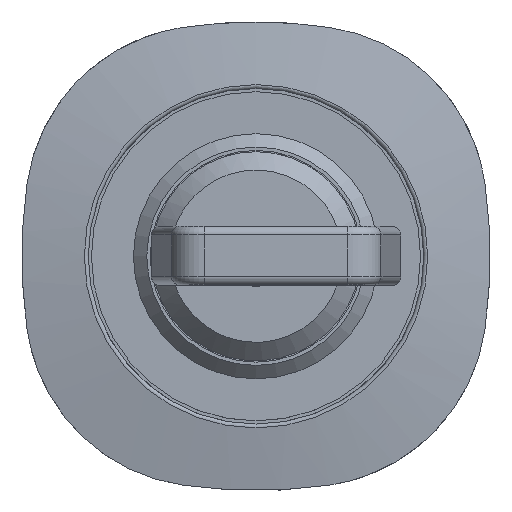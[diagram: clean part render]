
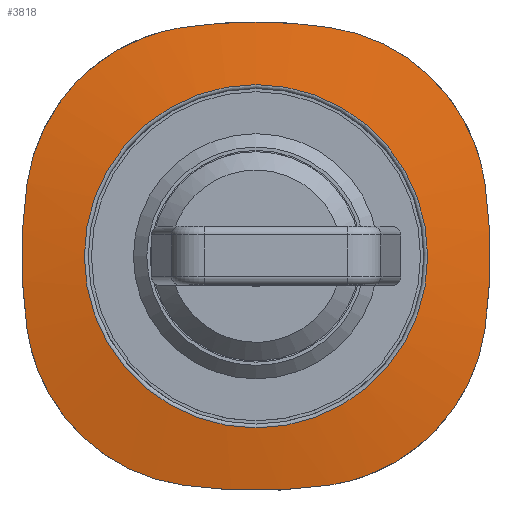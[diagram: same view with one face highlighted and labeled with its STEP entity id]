
A CAD part, top view. The second image highlights one B-rep face of the part: STEP entity #3818.
In plain terms, the highlighted conical face has half-angle 80 degrees and reference radius 12.595 mm.
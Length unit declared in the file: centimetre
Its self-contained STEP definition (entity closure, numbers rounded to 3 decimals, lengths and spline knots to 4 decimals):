
#71=B_SPLINE_CURVE_WITH_KNOTS($,3,(#7591,#7592,#7593,#7594,#7595,#7596),
 .UNSPECIFIED.,.F.,.F.,(4,2,4),(14.8161,15.2541,15.6921),
 .UNSPECIFIED.);
#72=B_SPLINE_CURVE_WITH_KNOTS($,3,(#7604,#7605,#7606,#7607,#7608,#7609,
#7610,#7611,#7612,#7613,#7614,#7615,#7616,#7617),.UNSPECIFIED.,.F.,.F.,
(4,2,2,2,2,2,4),(3.2004,3.3245,3.6045,3.8846,
4.1646,4.4446,4.5688),.UNSPECIFIED.);
#73=B_SPLINE_CURVE_WITH_KNOTS($,3,(#7623,#7624,#7625,#7626,#7627,#7628),
 .UNSPECIFIED.,.F.,.F.,(4,2,4),(8.6666,9.1046,9.5426),
 .UNSPECIFIED.);
#74=B_SPLINE_CURVE_WITH_KNOTS($,3,(#7634,#7635,#7636,#7637,#7638,#7639,
#7640,#7641,#7642,#7643,#7644,#7645,#7646,#7647),.UNSPECIFIED.,.F.,.F.,
(4,2,2,2,2,2,4),(2.0983,2.2225,2.5025,2.7825,
3.0625,3.3426,3.4667),.UNSPECIFIED.);
#79=B_SPLINE_CURVE_WITH_KNOTS($,3,(#7848,#7849,#7850,#7851,#7852,#7853),
 .UNSPECIFIED.,.F.,.F.,(4,2,4),(2.5171,2.9551,3.3931),
 .UNSPECIFIED.);
#80=B_SPLINE_CURVE_WITH_KNOTS($,3,(#7859,#7860,#7861,#7862,#7863,#7864,
#7865,#7866,#7867,#7868,#7869,#7870,#7871,#7872),.UNSPECIFIED.,.F.,.F.,
(4,2,2,2,2,2,4),(0.4359,0.56,0.8401,1.1201,
1.4001,1.6801,1.8043),.UNSPECIFIED.);
#81=B_SPLINE_CURVE_WITH_KNOTS($,3,(#7878,#7879,#7880,#7881,#7882,#7883,
#7884),.UNSPECIFIED.,.F.,.F.,(4,3,4),(-0.438,0.,0.438),
 .UNSPECIFIED.);
#82=B_SPLINE_CURVE_WITH_KNOTS($,3,(#7889,#7890,#7891,#7892,#7893,#7894,
#7895,#7896,#7897,#7898,#7899,#7900,#7901,#7902),.UNSPECIFIED.,.F.,.F.,
(4,2,2,2,2,2,4),(4.8628,4.987,5.267,5.547,
5.827,6.107,6.2312),.UNSPECIFIED.);
#110=CONICAL_SURFACE($,#4139,1.2595,80.);
#765=FACE_BOUND($,#1147,.T.);
#896=FACE_OUTER_BOUND($,#1146,.T.);
#1146=EDGE_LOOP($,(#2904,#2905,#2906,#2907,#2908,#2909,#2910,#2911));
#1147=EDGE_LOOP($,(#2912));
#1433=CIRCLE($,#4140,1.026);
#1696=VERTEX_POINT($,#7589);
#1697=VERTEX_POINT($,#7590);
#1700=VERTEX_POINT($,#7603);
#1702=VERTEX_POINT($,#7622);
#1704=VERTEX_POINT($,#7633);
#1736=VERTEX_POINT($,#7847);
#1738=VERTEX_POINT($,#7858);
#1740=VERTEX_POINT($,#7877);
#1743=VERTEX_POINT($,#7908);
#2092=EDGE_CURVE($,#1696,#1697,#71,.T.);
#2096=EDGE_CURVE($,#1700,#1696,#72,.T.);
#2099=EDGE_CURVE($,#1702,#1700,#73,.T.);
#2102=EDGE_CURVE($,#1704,#1702,#74,.T.);
#2165=EDGE_CURVE($,#1736,#1704,#79,.T.);
#2168=EDGE_CURVE($,#1738,#1736,#80,.T.);
#2171=EDGE_CURVE($,#1740,#1738,#81,.T.);
#2174=EDGE_CURVE($,#1697,#1740,#82,.T.);
#2177=EDGE_CURVE($,#1743,#1743,#1433,.T.);
#2904=ORIENTED_EDGE($,*,*,#2102,.F.);
#2905=ORIENTED_EDGE($,*,*,#2165,.F.);
#2906=ORIENTED_EDGE($,*,*,#2168,.F.);
#2907=ORIENTED_EDGE($,*,*,#2171,.F.);
#2908=ORIENTED_EDGE($,*,*,#2174,.F.);
#2909=ORIENTED_EDGE($,*,*,#2092,.F.);
#2910=ORIENTED_EDGE($,*,*,#2096,.F.);
#2911=ORIENTED_EDGE($,*,*,#2099,.F.);
#2912=ORIENTED_EDGE($,*,*,#2177,.F.);
#3818=ADVANCED_FACE($,(#896,#765),#110,.T.);
#4139=AXIS2_PLACEMENT_3D($,#7907,#4839,#4840);
#4140=AXIS2_PLACEMENT_3D($,#7909,#4841,#4842);
#4839=DIRECTION('center_axis',(0.,0.,
-1.));
#4840=DIRECTION('ref_axis',(0.,1.,0.));
#4841=DIRECTION('center_axis',(0.,0.,
1.));
#4842=DIRECTION('ref_axis',(0.,-1.,0.));
#7589=CARTESIAN_POINT('',(-1.3674,-0.4411,2.5573));
#7590=CARTESIAN_POINT('',(-1.3674,0.4411,2.5573));
#7591=CARTESIAN_POINT('Ctrl Pts',(-1.3674,-0.4411,
2.5573));
#7592=CARTESIAN_POINT('Ctrl Pts',(-1.3893,-0.2938,
2.5616));
#7593=CARTESIAN_POINT('Ctrl Pts',(-1.4,-0.146,
2.5637));
#7594=CARTESIAN_POINT('Ctrl Pts',(-1.4,0.146,2.5637));
#7595=CARTESIAN_POINT('Ctrl Pts',(-1.3893,0.2938,2.5616));
#7596=CARTESIAN_POINT('Ctrl Pts',(-1.3674,0.4411,2.5573));
#7603=CARTESIAN_POINT('',(-0.4411,-1.3674,2.5573));
#7604=CARTESIAN_POINT('Ctrl Pts',(-0.4411,-1.3674,
2.5573));
#7605=CARTESIAN_POINT('Ctrl Pts',(-0.4834,-1.3611,
2.556));
#7606=CARTESIAN_POINT('Ctrl Pts',(-0.5253,-1.3524,2.5549));
#7607=CARTESIAN_POINT('Ctrl Pts',(-0.6597,-1.316,
2.5516));
#7608=CARTESIAN_POINT('Ctrl Pts',(-0.7496,-1.2784,2.5498));
#7609=CARTESIAN_POINT('Ctrl Pts',(-0.9153,-1.182,2.5475));
#7610=CARTESIAN_POINT('Ctrl Pts',(-0.9912,-1.1232,
2.547));
#7611=CARTESIAN_POINT('Ctrl Pts',(-1.1232,-0.9912,2.547));
#7612=CARTESIAN_POINT('Ctrl Pts',(-1.182,-0.9153,
2.5475));
#7613=CARTESIAN_POINT('Ctrl Pts',(-1.2784,-0.7496,2.5498));
#7614=CARTESIAN_POINT('Ctrl Pts',(-1.316,-0.6597,
2.5516));
#7615=CARTESIAN_POINT('Ctrl Pts',(-1.3524,-0.5253,2.5549));
#7616=CARTESIAN_POINT('Ctrl Pts',(-1.3611,-0.4834,
2.556));
#7617=CARTESIAN_POINT('Ctrl Pts',(-1.3674,-0.4411,
2.5573));
#7622=CARTESIAN_POINT('',(0.4411,-1.3674,2.5573));
#7623=CARTESIAN_POINT('Ctrl Pts',(0.4411,-1.3674,2.5573));
#7624=CARTESIAN_POINT('Ctrl Pts',(0.2938,-1.3893,2.5616));
#7625=CARTESIAN_POINT('Ctrl Pts',(0.146,-1.4,2.5637));
#7626=CARTESIAN_POINT('Ctrl Pts',(-0.146,-1.4,
2.5637));
#7627=CARTESIAN_POINT('Ctrl Pts',(-0.2938,-1.3893,
2.5616));
#7628=CARTESIAN_POINT('Ctrl Pts',(-0.4411,-1.3674,
2.5573));
#7633=CARTESIAN_POINT('',(1.3674,-0.4411,2.5573));
#7634=CARTESIAN_POINT('Ctrl Pts',(1.3674,-0.4411,2.5573));
#7635=CARTESIAN_POINT('Ctrl Pts',(1.3611,-0.4834,2.556));
#7636=CARTESIAN_POINT('Ctrl Pts',(1.3524,-0.5253,2.5549));
#7637=CARTESIAN_POINT('Ctrl Pts',(1.316,-0.6597,2.5516));
#7638=CARTESIAN_POINT('Ctrl Pts',(1.2784,-0.7496,2.5498));
#7639=CARTESIAN_POINT('Ctrl Pts',(1.182,-0.9153,2.5475));
#7640=CARTESIAN_POINT('Ctrl Pts',(1.1232,-0.9912,2.547));
#7641=CARTESIAN_POINT('Ctrl Pts',(0.9912,-1.1232,2.547));
#7642=CARTESIAN_POINT('Ctrl Pts',(0.9153,-1.182,2.5475));
#7643=CARTESIAN_POINT('Ctrl Pts',(0.7496,-1.2784,2.5498));
#7644=CARTESIAN_POINT('Ctrl Pts',(0.6597,-1.316,2.5516));
#7645=CARTESIAN_POINT('Ctrl Pts',(0.5253,-1.3524,2.5549));
#7646=CARTESIAN_POINT('Ctrl Pts',(0.4834,-1.3611,2.556));
#7647=CARTESIAN_POINT('Ctrl Pts',(0.4411,-1.3674,2.5573));
#7847=CARTESIAN_POINT('',(1.3674,0.4411,2.5573));
#7848=CARTESIAN_POINT('Ctrl Pts',(1.3674,0.4411,2.5573));
#7849=CARTESIAN_POINT('Ctrl Pts',(1.3893,0.2938,2.5616));
#7850=CARTESIAN_POINT('Ctrl Pts',(1.4,0.146,2.5637));
#7851=CARTESIAN_POINT('Ctrl Pts',(1.4,-0.146,2.5637));
#7852=CARTESIAN_POINT('Ctrl Pts',(1.3893,-0.2938,2.5616));
#7853=CARTESIAN_POINT('Ctrl Pts',(1.3674,-0.4411,2.5573));
#7858=CARTESIAN_POINT('',(0.4411,1.3674,2.5573));
#7859=CARTESIAN_POINT('Ctrl Pts',(0.4411,1.3674,2.5573));
#7860=CARTESIAN_POINT('Ctrl Pts',(0.4834,1.3611,2.556));
#7861=CARTESIAN_POINT('Ctrl Pts',(0.5253,1.3524,2.5549));
#7862=CARTESIAN_POINT('Ctrl Pts',(0.6597,1.316,2.5516));
#7863=CARTESIAN_POINT('Ctrl Pts',(0.7496,1.2784,2.5498));
#7864=CARTESIAN_POINT('Ctrl Pts',(0.9153,1.182,2.5475));
#7865=CARTESIAN_POINT('Ctrl Pts',(0.9912,1.1232,2.547));
#7866=CARTESIAN_POINT('Ctrl Pts',(1.1232,0.9912,2.547));
#7867=CARTESIAN_POINT('Ctrl Pts',(1.182,0.9153,2.5475));
#7868=CARTESIAN_POINT('Ctrl Pts',(1.2784,0.7496,2.5498));
#7869=CARTESIAN_POINT('Ctrl Pts',(1.316,0.6597,2.5516));
#7870=CARTESIAN_POINT('Ctrl Pts',(1.3524,0.5253,2.5549));
#7871=CARTESIAN_POINT('Ctrl Pts',(1.3611,0.4834,2.556));
#7872=CARTESIAN_POINT('Ctrl Pts',(1.3674,0.4411,2.5573));
#7877=CARTESIAN_POINT('',(-0.4411,1.3674,2.5573));
#7878=CARTESIAN_POINT('Ctrl Pts',(-0.4411,1.3674,2.5573));
#7879=CARTESIAN_POINT('Ctrl Pts',(-0.2938,1.3893,2.5616));
#7880=CARTESIAN_POINT('Ctrl Pts',(-0.146,1.4,2.5637));
#7881=CARTESIAN_POINT('Ctrl Pts',(0.,1.4,
2.5637));
#7882=CARTESIAN_POINT('Ctrl Pts',(0.146,1.4,2.5637));
#7883=CARTESIAN_POINT('Ctrl Pts',(0.2938,1.3893,2.5616));
#7884=CARTESIAN_POINT('Ctrl Pts',(0.4411,1.3674,2.5573));
#7889=CARTESIAN_POINT('Ctrl Pts',(-1.3674,0.4411,2.5573));
#7890=CARTESIAN_POINT('Ctrl Pts',(-1.3611,0.4834,2.556));
#7891=CARTESIAN_POINT('Ctrl Pts',(-1.3524,0.5253,2.5549));
#7892=CARTESIAN_POINT('Ctrl Pts',(-1.316,0.6597,2.5516));
#7893=CARTESIAN_POINT('Ctrl Pts',(-1.2784,0.7496,2.5498));
#7894=CARTESIAN_POINT('Ctrl Pts',(-1.182,0.9153,2.5475));
#7895=CARTESIAN_POINT('Ctrl Pts',(-1.1232,0.9912,2.547));
#7896=CARTESIAN_POINT('Ctrl Pts',(-0.9912,1.1232,2.547));
#7897=CARTESIAN_POINT('Ctrl Pts',(-0.9153,1.182,2.5475));
#7898=CARTESIAN_POINT('Ctrl Pts',(-0.7496,1.2784,2.5498));
#7899=CARTESIAN_POINT('Ctrl Pts',(-0.6597,1.316,2.5516));
#7900=CARTESIAN_POINT('Ctrl Pts',(-0.5253,1.3524,2.5549));
#7901=CARTESIAN_POINT('Ctrl Pts',(-0.4834,1.3611,2.556));
#7902=CARTESIAN_POINT('Ctrl Pts',(-0.4411,1.3674,2.5573));
#7907=CARTESIAN_POINT('Origin',(0.,0.,
2.5885));
#7908=CARTESIAN_POINT('',(0.,1.026,2.6297));
#7909=CARTESIAN_POINT('Origin',(0.,0.,
2.6297));
